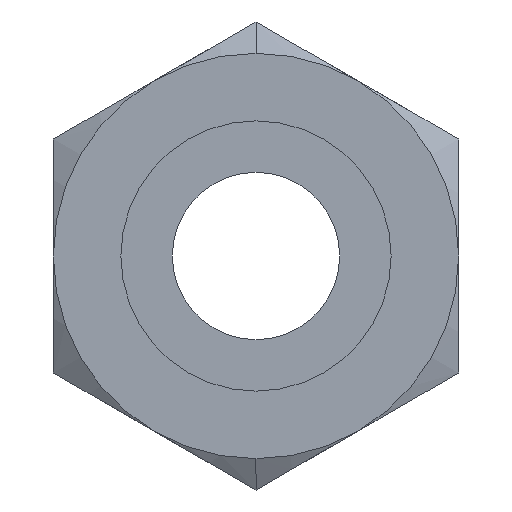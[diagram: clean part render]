
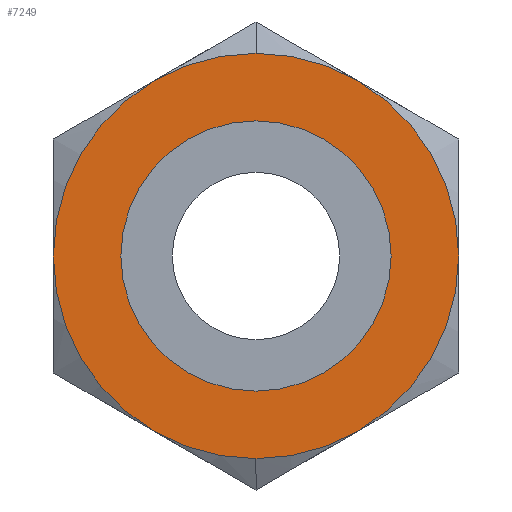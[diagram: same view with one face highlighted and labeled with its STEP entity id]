
A CAD part, left-side view. The second image highlights one B-rep face of the part: STEP entity #7249.
In plain terms, the highlighted planar face has unit normal (-1, 0, 0).
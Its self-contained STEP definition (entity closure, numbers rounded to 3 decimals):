
#235 = CARTESIAN_POINT ( 'NONE',  ( 0., 0., -12.7 ) ) ;
#403 = CARTESIAN_POINT ( 'NONE',  ( 0., 0., -19.05 ) ) ;
#539 = CIRCLE ( 'NONE', #9561, 19.05 ) ;
#545 = CARTESIAN_POINT ( 'NONE',  ( 0., 0., 0. ) ) ;
#579 = EDGE_CURVE ( 'NONE', #4790, #935, #1497, .T. ) ;
#644 = FACE_BOUND ( 'NONE', #1093, .T. ) ;
#701 = AXIS2_PLACEMENT_3D ( 'NONE', #545, #2201, #9932 ) ;
#731 = EDGE_CURVE ( 'NONE', #935, #4790, #9710, .T. ) ;
#935 = VERTEX_POINT ( 'NONE', #235 ) ;
#936 = EDGE_CURVE ( 'NONE', #1155, #2862, #539, .T. ) ;
#1010 = CARTESIAN_POINT ( 'NONE',  ( 0., 0., 0. ) ) ;
#1093 = EDGE_LOOP ( 'NONE', ( #4970, #3830 ) ) ;
#1155 = VERTEX_POINT ( 'NONE', #4686 ) ;
#1497 = CIRCLE ( 'NONE', #5363, 12.7 ) ;
#1520 = ORIENTED_EDGE ( 'NONE', *, *, #936, .F. ) ;
#1793 = CIRCLE ( 'NONE', #2263, 19.05 ) ;
#2201 = DIRECTION ( 'NONE',  ( 1., 0., 0. ) ) ;
#2263 = AXIS2_PLACEMENT_3D ( 'NONE', #2435, #7825, #9340 ) ;
#2435 = CARTESIAN_POINT ( 'NONE',  ( 0., 0., 0. ) ) ;
#2624 = AXIS2_PLACEMENT_3D ( 'NONE', #8351, #4532, #7600 ) ;
#2862 = VERTEX_POINT ( 'NONE', #403 ) ;
#3830 = ORIENTED_EDGE ( 'NONE', *, *, #579, .T. ) ;
#4113 = EDGE_CURVE ( 'NONE', #2862, #1155, #1793, .T. ) ;
#4370 = CARTESIAN_POINT ( 'NONE',  ( 0., 0., 12.7 ) ) ;
#4532 = DIRECTION ( 'NONE',  ( -1., 0., 0. ) ) ;
#4686 = CARTESIAN_POINT ( 'NONE',  ( 0., 0., 19.05 ) ) ;
#4790 = VERTEX_POINT ( 'NONE', #4370 ) ;
#4970 = ORIENTED_EDGE ( 'NONE', *, *, #731, .T. ) ;
#4981 = DIRECTION ( 'NONE',  ( 1., 0., 0. ) ) ;
#5029 = DIRECTION ( 'NONE',  ( 0., 0., 1. ) ) ;
#5363 = AXIS2_PLACEMENT_3D ( 'NONE', #1010, #6459, #8820 ) ;
#6008 = ORIENTED_EDGE ( 'NONE', *, *, #4113, .F. ) ;
#6398 = CARTESIAN_POINT ( 'NONE',  ( 0., 0., 0. ) ) ;
#6459 = DIRECTION ( 'NONE',  ( 1., 0., 0. ) ) ;
#6806 = FACE_OUTER_BOUND ( 'NONE', #9025, .T. ) ;
#7249 = ADVANCED_FACE ( 'NONE', ( #644, #6806 ), #9821, .T. ) ;
#7600 = DIRECTION ( 'NONE',  ( 0., 0., 1. ) ) ;
#7825 = DIRECTION ( 'NONE',  ( 1., 0., 0. ) ) ;
#8351 = CARTESIAN_POINT ( 'NONE',  ( 0., 0., 9.525 ) ) ;
#8820 = DIRECTION ( 'NONE',  ( 0., 0., 1. ) ) ;
#9025 = EDGE_LOOP ( 'NONE', ( #1520, #6008 ) ) ;
#9340 = DIRECTION ( 'NONE',  ( 0., 0., -1. ) ) ;
#9561 = AXIS2_PLACEMENT_3D ( 'NONE', #6398, #4981, #5029 ) ;
#9710 = CIRCLE ( 'NONE', #701, 12.7 ) ;
#9821 = PLANE ( 'NONE',  #2624 ) ;
#9932 = DIRECTION ( 'NONE',  ( 0., 0., -1. ) ) ;
